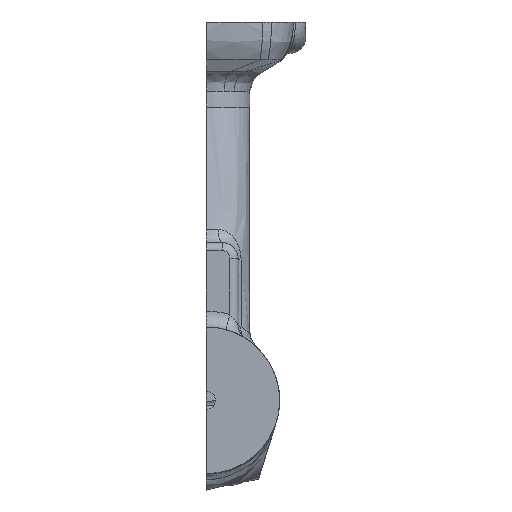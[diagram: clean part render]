
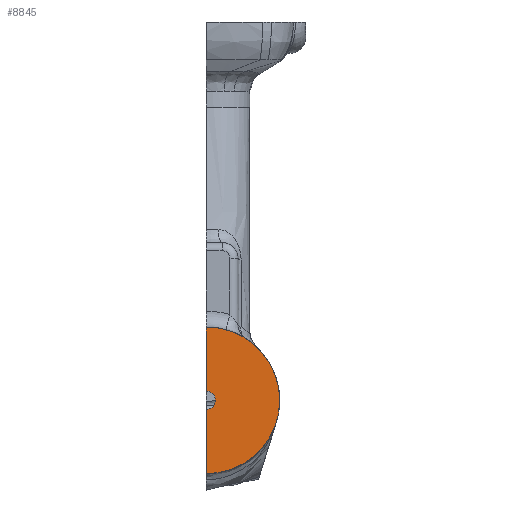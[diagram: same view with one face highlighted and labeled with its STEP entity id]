
A CAD part, left-side view. The second image highlights one B-rep face of the part: STEP entity #8845.
In plain terms, the highlighted planar face has unit normal (-1, 0, 0).
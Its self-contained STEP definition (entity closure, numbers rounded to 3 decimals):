
#7613=CARTESIAN_POINT('POINT249',(-92.075,-3.683,-137.16)
   );
#7614=VERTEX_POINT('VERTEX249',#7613);
#7623=CARTESIAN_POINT('POINT251',(-92.075,0.,-133.477));
#7624=VERTEX_POINT('VERTEX251',#7623);
#7625=CARTESIAN_POINT('POS320',(-92.075,0.,
   -137.16));
#7626=DIRECTION('DIR529',(-1.,0.,0.));
#7627=DIRECTION('DIR530',(0.,0.,-1.));
#7628=AXIS2_PLACEMENT_3D('AXIS210',#7625,#7626,#7627);
#7629=CIRCLE('ELLIPSE132',#7628,3.683);
#7630=EDGE_CURVE('EDGE382',#7614,#7624,#7629,.T.);
#8299=CARTESIAN_POINT('POINT284',(-92.075,0.,-107.62))
   ;
#8300=VERTEX_POINT('VERTEX284',#8299);
#8301=CARTESIAN_POINT('POS364',(-92.075,0.,-133.477));
#8302=DIRECTION('DIR594',(0.,0.,1.));
#8303=VECTOR('VEC134',#8302,25.4);
#8304=LINE('STRAIGHT134',#8301,#8303);
#8305=EDGE_CURVE('EDGE424',#7624,#8300,#8304,.T.);
#8803=CARTESIAN_POINT('POINT305',(-92.075,0.,-140.843));
#8804=VERTEX_POINT('VERTEX305',#8803);
#8811=EDGE_CURVE('EDGE459',#8804,#7614,#7629,.T.);
#8816=CARTESIAN_POINT('POINT306',(-92.075,0.,-166.7))
   ;
#8817=VERTEX_POINT('VERTEX306',#8816);
#8818=CARTESIAN_POINT('POS403',(-92.075,0.,-166.7));
#8819=DIRECTION('DIR654',(0.,0.,1.));
#8820=VECTOR('VEC152',#8819,25.4);
#8821=LINE('STRAIGHT152',#8818,#8820);
#8822=EDGE_CURVE('EDGE460',#8817,#8804,#8821,.T.);
#8823=ORIENTED_EDGE('COEDGE762',*,*,#8822,.F.);
#8824=CARTESIAN_POINT('POINT307',(-92.075,-29.54,
   -137.16));
#8825=VERTEX_POINT('VERTEX307',#8824);
#8826=CARTESIAN_POINT('POS404',(-92.075,0.,
   -137.16));
#8827=DIRECTION('DIR655',(1.,0.,0.));
#8828=DIRECTION('DIR656',(0.,0.,1.));
#8829=AXIS2_PLACEMENT_3D('AXIS252',#8826,#8827,#8828);
#8830=CIRCLE('ELLIPSE151',#8829,29.54);
#8831=EDGE_CURVE('EDGE461',#8825,#8817,#8830,.T.);
#8832=ORIENTED_EDGE('COEDGE763',*,*,#8831,.F.);
#8833=EDGE_CURVE('EDGE462',#8300,#8825,#8830,.T.);
#8834=ORIENTED_EDGE('COEDGE764',*,*,#8833,.F.);
#8835=ORIENTED_EDGE('COEDGE765',*,*,#8305,.F.);
#8836=ORIENTED_EDGE('COEDGE766',*,*,#7630,.F.);
#8837=ORIENTED_EDGE('COEDGE767',*,*,#8811,.F.);
#8838=EDGE_LOOP('NONE',(#8823,#8832,#8834,#8835,#8836,#8837));
#8839=FACE_BOUND('LOOP1',#8838,.T.);
#8840=CARTESIAN_POINT('POS405',(-92.075,0.,7.62));
#8841=DIRECTION('DIR657',(1.,0.,0.));
#8842=DIRECTION('DIR658',(0.,1.,0.));
#8843=AXIS2_PLACEMENT_3D('AXIS253',#8840,#8841,#8842);
#8844=PLANE('PLANE38',#8843);
#8845=ADVANCED_FACE('FACE176',(#8839),#8844,.F.);
